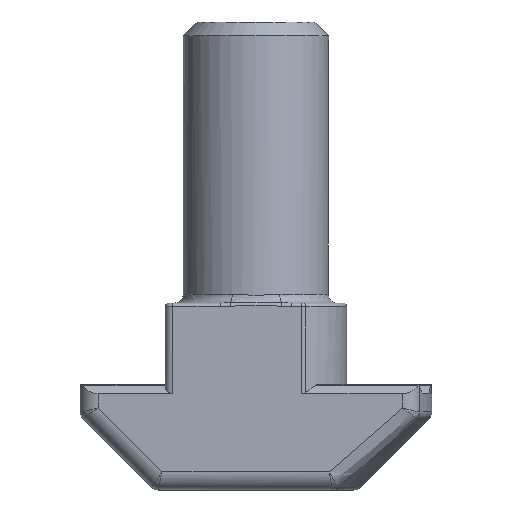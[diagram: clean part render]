
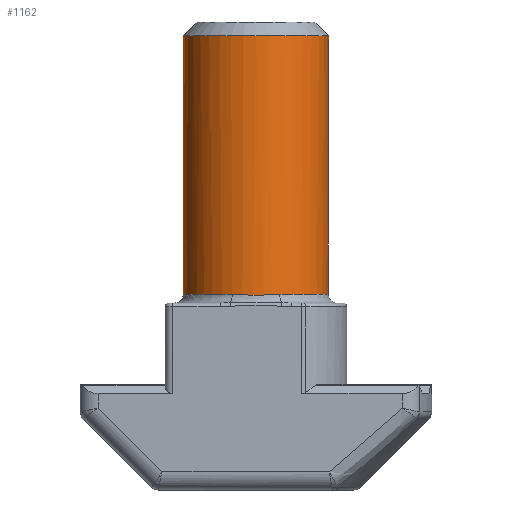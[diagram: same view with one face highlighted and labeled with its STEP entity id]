
A CAD part, front view. The second image highlights one B-rep face of the part: STEP entity #1162.
In plain terms, the highlighted cylindrical face has radius 4 mm (diameter 8 mm), a full revolution.
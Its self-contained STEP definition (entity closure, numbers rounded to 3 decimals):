
#5 = CARTESIAN_POINT ( 'NONE',  ( 0., 0., 10.8 ) ) ;
#44 = CARTESIAN_POINT ( 'NONE',  ( 0.886, 3.907, 10.78 ) ) ;
#284 = DIRECTION ( 'NONE',  ( 1., 0., 0. ) ) ;
#328 = CARTESIAN_POINT ( 'NONE',  ( 0.222, 4., 10.733 ) ) ;
#374 = DIRECTION ( 'NONE',  ( 0., 0., -1. ) ) ;
#653 = CARTESIAN_POINT ( 'NONE',  ( -0.886, -3.907, 10.78 ) ) ;
#666 = CARTESIAN_POINT ( 'NONE',  ( -0.447, 3.981, 10.747 ) ) ;
#671 = CARTESIAN_POINT ( 'NONE',  ( 1.315, 3.778, 10.8 ) ) ;
#774 = CARTESIAN_POINT ( 'NONE',  ( -4., 0., 25.05 ) ) ;
#899 = ORIENTED_EDGE ( 'NONE', *, *, #1667, .T. ) ;
#917 = VERTEX_POINT ( 'NONE', #2884 ) ;
#980 = DIRECTION ( 'NONE',  ( 0., 0., -1. ) ) ;
#993 = DIRECTION ( 'NONE',  ( -1., 0., 0. ) ) ;
#994 = CARTESIAN_POINT ( 'NONE',  ( -0.222, -4., 10.733 ) ) ;
#1007 = CARTESIAN_POINT ( 'NONE',  ( -1.102, 3.852, 10.8 ) ) ;
#1076 = CIRCLE ( 'NONE', #2417, 4. ) ;
#1115 = CARTESIAN_POINT ( 'NONE',  ( -1.315, 3.778, 10.8 ) ) ;
#1126 = AXIS2_PLACEMENT_3D ( 'NONE', #3936, #980, #993 ) ;
#1162 = ADVANCED_FACE ( 'NONE', ( #3296, #2888 ), #1470, .T. ) ;
#1214 = EDGE_CURVE ( 'NONE', #1729, #3814, #2855, .T. ) ;
#1217 = ORIENTED_EDGE ( 'NONE', *, *, #3523, .T. ) ;
#1327 = CARTESIAN_POINT ( 'NONE',  ( -1.315, -3.778, 10.8 ) ) ;
#1341 = CARTESIAN_POINT ( 'NONE',  ( 0.447, -3.981, 10.747 ) ) ;
#1400 = DIRECTION ( 'NONE',  ( 0., 0., 1. ) ) ;
#1470 = CYLINDRICAL_SURFACE ( 'NONE', #1126, 4. ) ;
#1488 = ORIENTED_EDGE ( 'NONE', *, *, #1214, .T. ) ;
#1667 = EDGE_CURVE ( 'NONE', #3814, #917, #1821, .T. ) ;
#1684 = CARTESIAN_POINT ( 'NONE',  ( 1.102, -3.852, 10.8 ) ) ;
#1729 = VERTEX_POINT ( 'NONE', #2659 ) ;
#1769 = EDGE_CURVE ( 'NONE', #2531, #1729, #1076, .T. ) ;
#1789 = EDGE_LOOP ( 'NONE', ( #899, #1217, #3734, #1488 ) ) ;
#1821 = CIRCLE ( 'NONE', #3058, 4. ) ;
#2294 = DIRECTION ( 'NONE',  ( 0., 0., 1. ) ) ;
#2345 = CARTESIAN_POINT ( 'NONE',  ( 0.447, 3.981, 10.747 ) ) ;
#2401 = CARTESIAN_POINT ( 'NONE',  ( 0., 0., 25.05 ) ) ;
#2417 = AXIS2_PLACEMENT_3D ( 'NONE', #3344, #1400, #3684 ) ;
#2531 = VERTEX_POINT ( 'NONE', #2854 ) ;
#2655 = EDGE_CURVE ( 'NONE', #4111, #4111, #3816, .T. ) ;
#2659 = CARTESIAN_POINT ( 'NONE',  ( 1.315, 3.778, 10.8 ) ) ;
#2692 = CARTESIAN_POINT ( 'NONE',  ( -0.226, 4., 10.733 ) ) ;
#2739 = DIRECTION ( 'NONE',  ( -1., 0., 0. ) ) ;
#2854 = CARTESIAN_POINT ( 'NONE',  ( 1.315, -3.778, 10.8 ) ) ;
#2855 = B_SPLINE_CURVE_WITH_KNOTS ( 'NONE', 3,
 ( #671, #3641, #44, #2345, #328, #2692, #666, #2994, #1007, #3304 ),
 .UNSPECIFIED., .F., .F.,
 ( 4, 2, 2, 2, 4 ),
 ( 0., 0.001, 0.001, 0.002, 0.003 ),
 .UNSPECIFIED. ) ;
#2884 = CARTESIAN_POINT ( 'NONE',  ( -1.315, -3.778, 10.8 ) ) ;
#2888 = FACE_OUTER_BOUND ( 'NONE', #4151, .T. ) ;
#2986 = CARTESIAN_POINT ( 'NONE',  ( -0.447, -3.981, 10.747 ) ) ;
#2994 = CARTESIAN_POINT ( 'NONE',  ( -0.885, 3.907, 10.78 ) ) ;
#3058 = AXIS2_PLACEMENT_3D ( 'NONE', #5, #2294, #284 ) ;
#3279 = CARTESIAN_POINT ( 'NONE',  ( -1.101, -3.852, 10.8 ) ) ;
#3293 = CARTESIAN_POINT ( 'NONE',  ( 0.226, -4., 10.733 ) ) ;
#3296 = FACE_OUTER_BOUND ( 'NONE', #1789, .T. ) ;
#3304 = CARTESIAN_POINT ( 'NONE',  ( -1.315, 3.778, 10.8 ) ) ;
#3344 = CARTESIAN_POINT ( 'NONE',  ( 0., 0., 10.8 ) ) ;
#3358 = B_SPLINE_CURVE_WITH_KNOTS ( 'NONE', 3,
 ( #1327, #3279, #653, #2986, #994, #3293, #1341, #3635, #1684, #3950 ),
 .UNSPECIFIED., .F., .F.,
 ( 4, 2, 2, 2, 4 ),
 ( 0., 0.001, 0.001, 0.002, 0.003 ),
 .UNSPECIFIED. ) ;
#3523 = EDGE_CURVE ( 'NONE', #917, #2531, #3358, .T. ) ;
#3635 = CARTESIAN_POINT ( 'NONE',  ( 0.885, -3.907, 10.78 ) ) ;
#3641 = CARTESIAN_POINT ( 'NONE',  ( 1.101, 3.852, 10.8 ) ) ;
#3684 = DIRECTION ( 'NONE',  ( 1., 0., 0. ) ) ;
#3734 = ORIENTED_EDGE ( 'NONE', *, *, #1769, .T. ) ;
#3788 = ORIENTED_EDGE ( 'NONE', *, *, #2655, .T. ) ;
#3813 = AXIS2_PLACEMENT_3D ( 'NONE', #2401, #374, #2739 ) ;
#3814 = VERTEX_POINT ( 'NONE', #1115 ) ;
#3816 = CIRCLE ( 'NONE', #3813, 4. ) ;
#3936 = CARTESIAN_POINT ( 'NONE',  ( 0., 0., 25.8 ) ) ;
#3950 = CARTESIAN_POINT ( 'NONE',  ( 1.315, -3.778, 10.8 ) ) ;
#4111 = VERTEX_POINT ( 'NONE', #774 ) ;
#4151 = EDGE_LOOP ( 'NONE', ( #3788 ) ) ;
